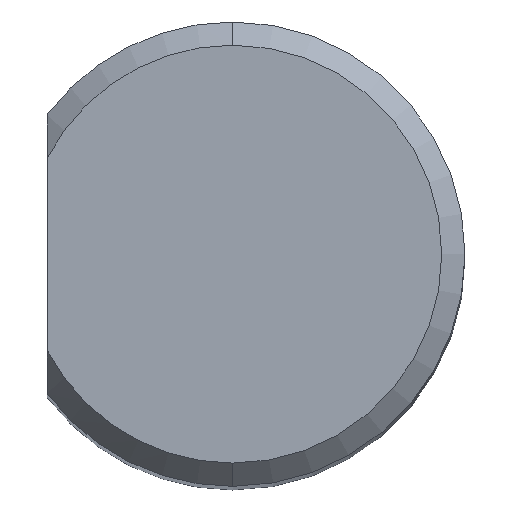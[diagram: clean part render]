
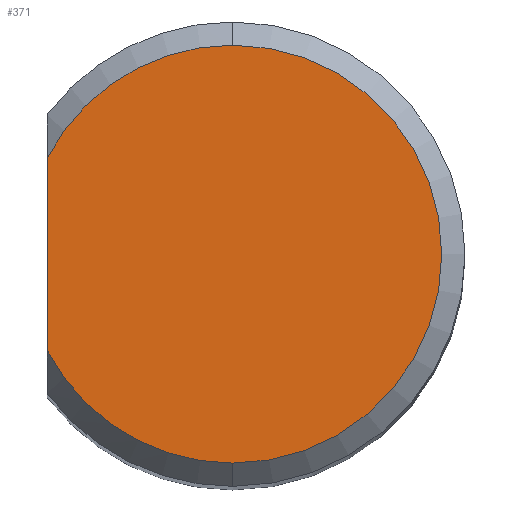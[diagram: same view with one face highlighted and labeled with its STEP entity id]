
A CAD part, top view. The second image highlights one B-rep face of the part: STEP entity #371.
In plain terms, the highlighted planar face has unit normal (0, 0, 1).
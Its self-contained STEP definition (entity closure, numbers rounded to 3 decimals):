
#175=VERTEX_POINT('NONE',#445);
#231=VERTEX_POINT('NONE',#504);
#243=VERTEX_POINT('NONE',#516);
#247=EDGE_CURVE('NONE',#243,#175,#520,.T.);
#287=EDGE_CURVE('NONE',#231,#289,#562,.T.);
#289=VERTEX_POINT('NONE',#564);
#303=EDGE_CURVE('NONE',#175,#231,#580,.T.);
#305=EDGE_CURVE('NONE',#289,#243,#582,.T.);
#371=ADVANCED_FACE('NONE',(#658),#659,.F.);
#445=CARTESIAN_POINT('',(-1.6,0.825,0.0));
#504=CARTESIAN_POINT('',(-1.6,-0.825,0.0));
#516=CARTESIAN_POINT('',(0.0,1.8,0.0));
#520=CIRCLE('',#909,1.8);
#562=CIRCLE('',#1008,1.8);
#564=CARTESIAN_POINT('',(0.,-1.8,0.0));
#580=LINE('',#1031,#1032);
#582=CIRCLE('',#1035,1.8);
#658=FACE_OUTER_BOUND('',#1138,.T.);
#659=PLANE('',#1139);
#909=AXIS2_PLACEMENT_3D('',#1292,#1293,#1294);
#1008=AXIS2_PLACEMENT_3D('',#1322,#1323,#1324);
#1031=CARTESIAN_POINT('',(-1.6,0.0,0.0));
#1032=VECTOR('',#1345,1000.0);
#1035=AXIS2_PLACEMENT_3D('',#1346,#1347,#1348);
#1138=EDGE_LOOP('',(#1459,#1460,#1461,#1462));
#1139=AXIS2_PLACEMENT_3D('',#1463,#1464,#1465);
#1292=CARTESIAN_POINT('',(0.0,0.0,0.0));
#1293=DIRECTION('',(-0.0,0.0,1.0));
#1294=DIRECTION('',(0.0,1.0,0.0));
#1322=CARTESIAN_POINT('',(0.0,0.0,0.0));
#1323=DIRECTION('',(0.0,-0.0,1.0));
#1324=DIRECTION('',(0.,1.0,0.0));
#1345=DIRECTION('',(0.0,-1.0,0.0));
#1346=CARTESIAN_POINT('',(0.0,0.0,0.0));
#1347=DIRECTION('',(-0.0,0.0,1.0));
#1348=DIRECTION('',(0.0,1.0,0.0));
#1459=ORIENTED_EDGE('',*,*,#287,.T.);
#1460=ORIENTED_EDGE('',*,*,#305,.T.);
#1461=ORIENTED_EDGE('',*,*,#247,.T.);
#1462=ORIENTED_EDGE('',*,*,#303,.T.);
#1463=CARTESIAN_POINT('',(0.0,0.0,0.0));
#1464=DIRECTION('',(0.0,0.0,-1.0));
#1465=DIRECTION('',(1.0,0.0,0.0));
